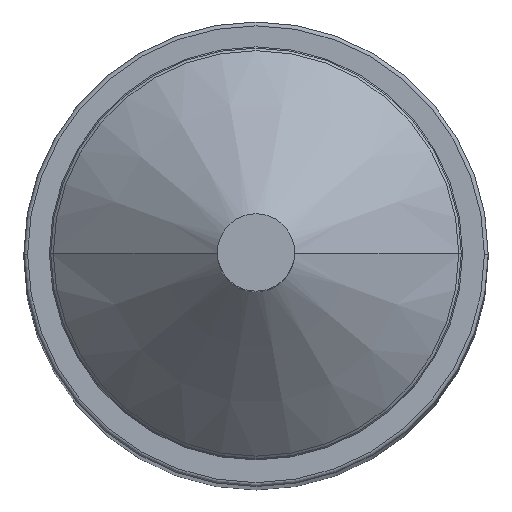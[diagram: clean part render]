
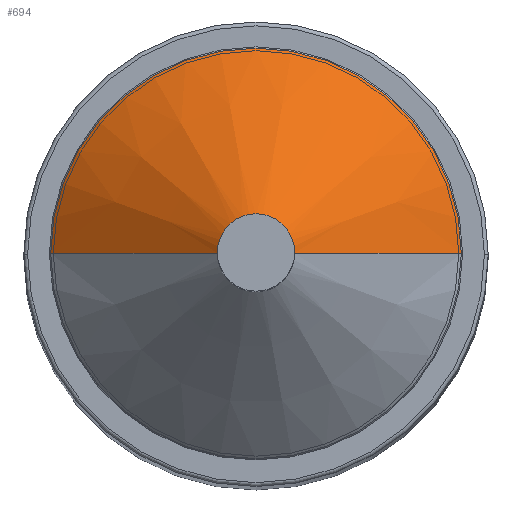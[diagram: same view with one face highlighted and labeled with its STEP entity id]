
A CAD part, top view. The second image highlights one B-rep face of the part: STEP entity #694.
In plain terms, the highlighted conical face has half-angle 48.366 degrees and reference radius 3.152 mm.
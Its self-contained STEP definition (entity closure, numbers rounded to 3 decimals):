
#220=CARTESIAN_POINT('',(0.,0.,76.));
#221=DIRECTION('',(0.,0.,1.));
#222=DIRECTION('',(1.,0.,0.));
#223=AXIS2_PLACEMENT_3D('',#220,#221,#222);
#225=CARTESIAN_POINT('',(0.,0.,72.175));
#226=DIRECTION('',(0.,0.,-1.));
#227=DIRECTION('',(-1.,0.,0.));
#228=AXIS2_PLACEMENT_3D('',#225,#226,#227);
#230=DIRECTION('',(-0.747,0.,0.664));
#231=VECTOR('',#230,5.758);
#232=CARTESIAN_POINT('',(5.303,0.,72.175));
#233=LINE('',#232,#231);
#252=DIRECTION('',(0.747,0.,0.664));
#253=VECTOR('',#252,5.758);
#254=CARTESIAN_POINT('',(-5.303,0.,
72.175));
#255=LINE('',#254,#253);
#309=CARTESIAN_POINT('',(5.303,0.,72.175));
#310=CARTESIAN_POINT('',(-5.303,0.,72.175));
#311=VERTEX_POINT('',#309);
#312=VERTEX_POINT('',#310);
#333=CARTESIAN_POINT('',(1.,0.,76.));
#334=CARTESIAN_POINT('',(-1.,0.,76.));
#335=VERTEX_POINT('',#333);
#336=VERTEX_POINT('',#334);
#680=CARTESIAN_POINT('',(0.,0.,74.087));
#681=DIRECTION('',(0.,0.,-1.));
#682=DIRECTION('',(-1.,0.,0.));
#683=AXIS2_PLACEMENT_3D('',#680,#681,#682);
#684=CONICAL_SURFACE('',#683,3.152,48.366);
#686=ORIENTED_EDGE('',*,*,#685,.T.);
#688=ORIENTED_EDGE('',*,*,#687,.F.);
#689=ORIENTED_EDGE('',*,*,#667,.T.);
#691=ORIENTED_EDGE('',*,*,#690,.T.);
#692=EDGE_LOOP('',(#686,#688,#689,#691));
#693=FACE_OUTER_BOUND('',#692,.F.);
#694=ADVANCED_FACE('',(#693),#684,.T.);
#224=CIRCLE('',#223,1.);
#229=CIRCLE('',#228,5.303);
#667=EDGE_CURVE('',#312,#311,#229,.T.);
#685=EDGE_CURVE('',#335,#336,#224,.T.);
#687=EDGE_CURVE('',#312,#336,#255,.T.);
#690=EDGE_CURVE('',#311,#335,#233,.T.);
